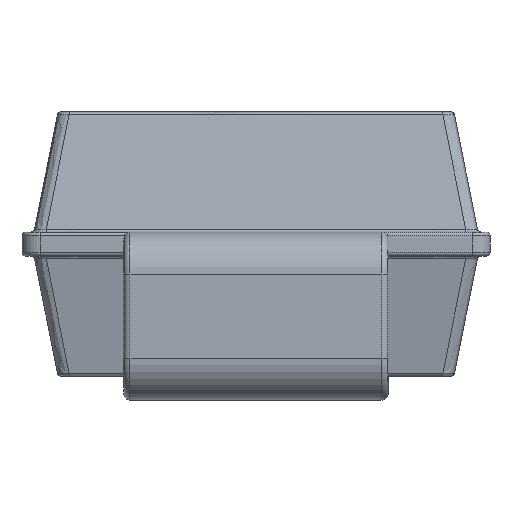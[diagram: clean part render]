
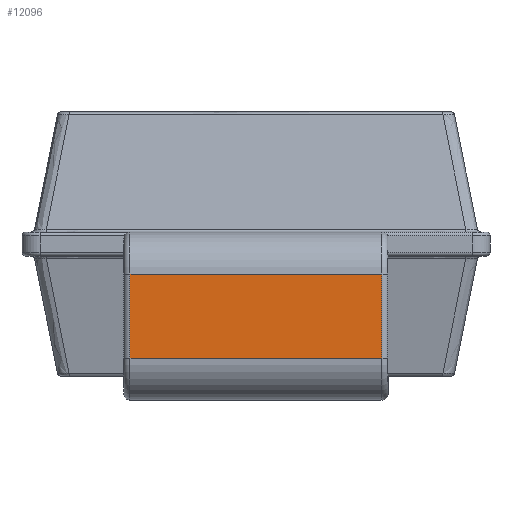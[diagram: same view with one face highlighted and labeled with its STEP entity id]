
A CAD part, left-side view. The second image highlights one B-rep face of the part: STEP entity #12096.
In plain terms, the highlighted face is planar.
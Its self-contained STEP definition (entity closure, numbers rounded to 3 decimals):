
#10162 = CYLINDRICAL_SURFACE('',#10163,0.05);
#10163 = AXIS2_PLACEMENT_3D('',#10164,#10165,#10166);
#10164 = CARTESIAN_POINT('',(0.45,1.05,1.05));
#10165 = DIRECTION('',(0.,0.,-1.));
#10166 = DIRECTION('',(1.,0.,0.));
#10686 = CYLINDRICAL_SURFACE('',#10687,0.05);
#10687 = AXIS2_PLACEMENT_3D('',#10688,#10689,#10690);
#10688 = CARTESIAN_POINT('',(0.45,-1.05,1.05));
#10689 = DIRECTION('',(0.,0.,-1.));
#10690 = DIRECTION('',(1.,0.,0.));
#11010 = VERTEX_POINT('',#11011);
#11011 = CARTESIAN_POINT('',(0.5,1.05,1.05));
#11026 = CYLINDRICAL_SURFACE('',#11027,0.35);
#11027 = AXIS2_PLACEMENT_3D('',#11028,#11029,#11030);
#11028 = CARTESIAN_POINT('',(0.15,1.1,1.05));
#11029 = DIRECTION('',(0.,1.,0.));
#11030 = DIRECTION('',(1.,0.,0.));
#11118 = VERTEX_POINT('',#11119);
#11119 = CARTESIAN_POINT('',(0.5,1.05,0.35));
#11141 = EDGE_CURVE('',#11010,#11118,#11142,.T.);
#11142 = SURFACE_CURVE('',#11143,(#11147,#11154),.PCURVE_S1.);
#11143 = LINE('',#11144,#11145);
#11144 = CARTESIAN_POINT('',(0.5,1.05,1.05));
#11145 = VECTOR('',#11146,1.);
#11146 = DIRECTION('',(0.,0.,-1.));
#11147 = PCURVE('',#10162,#11148);
#11148 = DEFINITIONAL_REPRESENTATION('',(#11149),#11153);
#11149 = LINE('',#11150,#11151);
#11150 = CARTESIAN_POINT('',(-0.,0.));
#11151 = VECTOR('',#11152,1.);
#11152 = DIRECTION('',(-0.,1.));
#11153 = ( GEOMETRIC_REPRESENTATION_CONTEXT(2) 
PARAMETRIC_REPRESENTATION_CONTEXT() REPRESENTATION_CONTEXT('2D SPACE',''
  ) );
#11154 = PCURVE('',#11155,#11160);
#11155 = PLANE('',#11156);
#11156 = AXIS2_PLACEMENT_3D('',#11157,#11158,#11159);
#11157 = CARTESIAN_POINT('',(0.5,1.1,1.05));
#11158 = DIRECTION('',(1.,0.,0.));
#11159 = DIRECTION('',(0.,0.,-1.));
#11160 = DEFINITIONAL_REPRESENTATION('',(#11161),#11165);
#11161 = LINE('',#11162,#11163);
#11162 = CARTESIAN_POINT('',(0.,-0.05));
#11163 = VECTOR('',#11164,1.);
#11164 = DIRECTION('',(1.,0.));
#11165 = ( GEOMETRIC_REPRESENTATION_CONTEXT(2) 
PARAMETRIC_REPRESENTATION_CONTEXT() REPRESENTATION_CONTEXT('2D SPACE',''
  ) );
#11248 = CYLINDRICAL_SURFACE('',#11249,0.35);
#11249 = AXIS2_PLACEMENT_3D('',#11250,#11251,#11252);
#11250 = CARTESIAN_POINT('',(0.15,1.1,0.35));
#11251 = DIRECTION('',(0.,1.,0.));
#11252 = DIRECTION('',(1.,0.,0.));
#11679 = VERTEX_POINT('',#11680);
#11680 = CARTESIAN_POINT('',(0.5,-1.05,1.05));
#11759 = VERTEX_POINT('',#11760);
#11760 = CARTESIAN_POINT('',(0.5,-1.05,0.35));
#11782 = EDGE_CURVE('',#11679,#11759,#11783,.T.);
#11783 = SURFACE_CURVE('',#11784,(#11788,#11795),.PCURVE_S1.);
#11784 = LINE('',#11785,#11786);
#11785 = CARTESIAN_POINT('',(0.5,-1.05,1.05));
#11786 = VECTOR('',#11787,1.);
#11787 = DIRECTION('',(0.,0.,-1.));
#11788 = PCURVE('',#10686,#11789);
#11789 = DEFINITIONAL_REPRESENTATION('',(#11790),#11794);
#11790 = LINE('',#11791,#11792);
#11791 = CARTESIAN_POINT('',(0.,0.));
#11792 = VECTOR('',#11793,1.);
#11793 = DIRECTION('',(0.,1.));
#11794 = ( GEOMETRIC_REPRESENTATION_CONTEXT(2) 
PARAMETRIC_REPRESENTATION_CONTEXT() REPRESENTATION_CONTEXT('2D SPACE',''
  ) );
#11795 = PCURVE('',#11155,#11796);
#11796 = DEFINITIONAL_REPRESENTATION('',(#11797),#11801);
#11797 = LINE('',#11798,#11799);
#11798 = CARTESIAN_POINT('',(0.,-2.15));
#11799 = VECTOR('',#11800,1.);
#11800 = DIRECTION('',(1.,0.));
#11801 = ( GEOMETRIC_REPRESENTATION_CONTEXT(2) 
PARAMETRIC_REPRESENTATION_CONTEXT() REPRESENTATION_CONTEXT('2D SPACE',''
  ) );
#12073 = EDGE_CURVE('',#11010,#11679,#12074,.T.);
#12074 = SURFACE_CURVE('',#12075,(#12079,#12086),.PCURVE_S1.);
#12075 = LINE('',#12076,#12077);
#12076 = CARTESIAN_POINT('',(0.5,1.1,1.05));
#12077 = VECTOR('',#12078,1.);
#12078 = DIRECTION('',(0.,-1.,0.));
#12079 = PCURVE('',#11026,#12080);
#12080 = DEFINITIONAL_REPRESENTATION('',(#12081),#12085);
#12081 = LINE('',#12082,#12083);
#12082 = CARTESIAN_POINT('',(-0.,0.));
#12083 = VECTOR('',#12084,1.);
#12084 = DIRECTION('',(-0.,-1.));
#12085 = ( GEOMETRIC_REPRESENTATION_CONTEXT(2) 
PARAMETRIC_REPRESENTATION_CONTEXT() REPRESENTATION_CONTEXT('2D SPACE',''
  ) );
#12086 = PCURVE('',#11155,#12087);
#12087 = DEFINITIONAL_REPRESENTATION('',(#12088),#12092);
#12088 = LINE('',#12089,#12090);
#12089 = CARTESIAN_POINT('',(0.,0.));
#12090 = VECTOR('',#12091,1.);
#12091 = DIRECTION('',(0.,-1.));
#12092 = ( GEOMETRIC_REPRESENTATION_CONTEXT(2) 
PARAMETRIC_REPRESENTATION_CONTEXT() REPRESENTATION_CONTEXT('2D SPACE',''
  ) );
#12096 = ADVANCED_FACE('',(#12097),#11155,.T.);
#12097 = FACE_BOUND('',#12098,.T.);
#12098 = EDGE_LOOP('',(#12099,#12100,#12101,#12122));
#12099 = ORIENTED_EDGE('',*,*,#12073,.T.);
#12100 = ORIENTED_EDGE('',*,*,#11782,.T.);
#12101 = ORIENTED_EDGE('',*,*,#12102,.F.);
#12102 = EDGE_CURVE('',#11118,#11759,#12103,.T.);
#12103 = SURFACE_CURVE('',#12104,(#12108,#12115),.PCURVE_S1.);
#12104 = LINE('',#12105,#12106);
#12105 = CARTESIAN_POINT('',(0.5,1.1,0.35));
#12106 = VECTOR('',#12107,1.);
#12107 = DIRECTION('',(0.,-1.,0.));
#12108 = PCURVE('',#11155,#12109);
#12109 = DEFINITIONAL_REPRESENTATION('',(#12110),#12114);
#12110 = LINE('',#12111,#12112);
#12111 = CARTESIAN_POINT('',(0.7,0.));
#12112 = VECTOR('',#12113,1.);
#12113 = DIRECTION('',(0.,-1.));
#12114 = ( GEOMETRIC_REPRESENTATION_CONTEXT(2) 
PARAMETRIC_REPRESENTATION_CONTEXT() REPRESENTATION_CONTEXT('2D SPACE',''
  ) );
#12115 = PCURVE('',#11248,#12116);
#12116 = DEFINITIONAL_REPRESENTATION('',(#12117),#12121);
#12117 = LINE('',#12118,#12119);
#12118 = CARTESIAN_POINT('',(-6.283,0.));
#12119 = VECTOR('',#12120,1.);
#12120 = DIRECTION('',(-0.,-1.));
#12121 = ( GEOMETRIC_REPRESENTATION_CONTEXT(2) 
PARAMETRIC_REPRESENTATION_CONTEXT() REPRESENTATION_CONTEXT('2D SPACE',''
  ) );
#12122 = ORIENTED_EDGE('',*,*,#11141,.F.);
